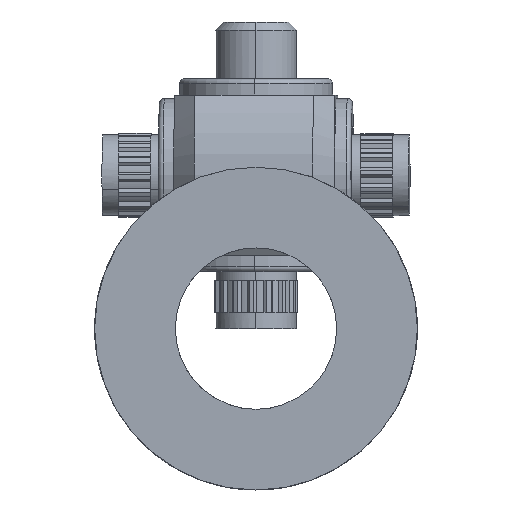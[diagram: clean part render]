
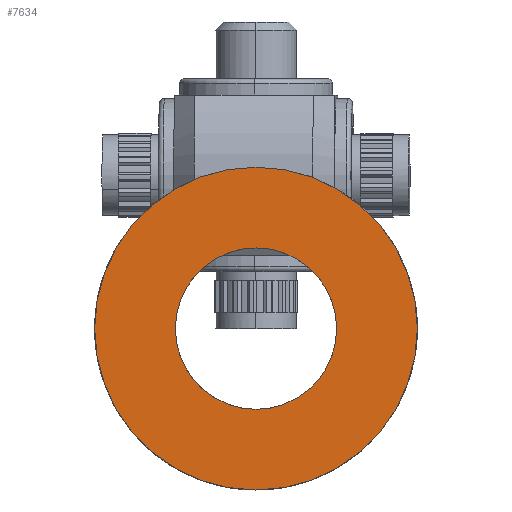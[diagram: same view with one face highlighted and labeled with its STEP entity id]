
A CAD part, left-side view. The second image highlights one B-rep face of the part: STEP entity #7634.
In plain terms, the highlighted face is planar.
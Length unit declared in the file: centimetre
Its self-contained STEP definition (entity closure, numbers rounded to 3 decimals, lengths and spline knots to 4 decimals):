
#1719=PLANE('',#8106);
#2041=VERTEX_POINT('',#11198);
#2073=VERTEX_POINT('',#11555);
#2739=CIRCLE('',#8084,0.5);
#2745=CIRCLE('',#8105,1.);
#3199=EDGE_CURVE('',#2041,#2041,#2739,.T.);
#3245=EDGE_CURVE('',#2073,#2073,#2745,.T.);
#4437=ORIENTED_EDGE('',*,*,#3199,.T.);
#4438=ORIENTED_EDGE('',*,*,#3245,.F.);
#6661=EDGE_LOOP('',(#4437));
#6662=EDGE_LOOP('',(#4438));
#7151=FACE_BOUND('',#6661,.T.);
#7152=FACE_BOUND('',#6662,.T.);
#7634=ADVANCED_FACE('',(#7151,#7152),#1719,.T.);
#8084=AXIS2_PLACEMENT_3D('',#11197,#9016,#9017);
#8105=AXIS2_PLACEMENT_3D('',#11554,#9070,#9071);
#8106=AXIS2_PLACEMENT_3D('',#11556,#9072,$);
#9016=DIRECTION('',(0.,0.,-1.));
#9017=DIRECTION('',(0.5,0.,0.));
#9070=DIRECTION('',(0.,0.,-1.));
#9071=DIRECTION('',(1.,0.,0.));
#9072=DIRECTION('',(0.,0.,1.));
#11197=CARTESIAN_POINT('',(0.,0.,2.25));
#11198=CARTESIAN_POINT('',(-0.5,0.,2.25));
#11554=CARTESIAN_POINT('',(0.,0.,2.25));
#11555=CARTESIAN_POINT('',(1.,0.,2.25));
#11556=CARTESIAN_POINT('',(0.,0.,2.25));
